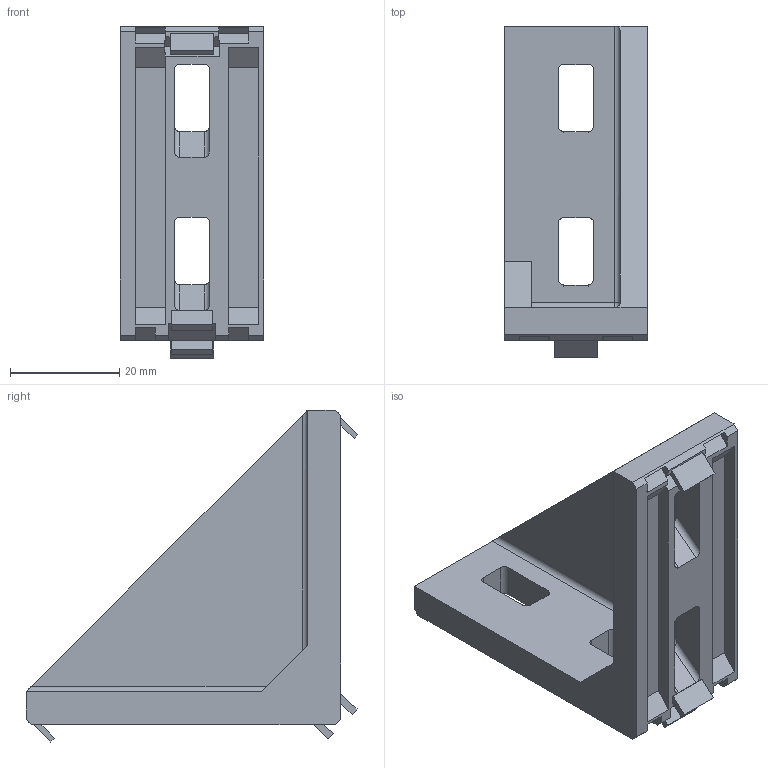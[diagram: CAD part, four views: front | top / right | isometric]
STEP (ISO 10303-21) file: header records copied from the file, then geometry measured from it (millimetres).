
FILE_DESCRIPTION (( 'STEP AP214' ), '1' );
FILE_NAME ('SNSS.30.70.06. Óãëîâîé àëþìèíèåâûé ñîåäèíèòåëü 30õ60, ïàç 8(X04).STEP', '2017-12-14T10:01:18', ( '' ), ( '' ), 'SwSTEP 2.0', 'SolidWorks 2017', '' );
FILE_SCHEMA (( 'AUTOMOTIVE_DESIGN' ));
Length unit declared in the file: millimetre
Products named in the file (1): SNSS.30.70.06. Óãëîâîé àëþìèíèåâûé ñîåäèíèòåëü 30õ60, ïàç 8(X04)
Bounding box: 26.2 x 60.68 x 60.68 mm (x, y, z)
Volume: 18703.3 mm3; surface area: 11487.3 mm2
Topology: 1 solids, 1 shells, 130 faces, 369 edges, 243 vertices
Faces by surface type: plane 110, cylinder 19, sphere 1
Entity records: 4186 total; most frequent: CARTESIAN_POINT 808, ORIENTED_EDGE 736, DIRECTION 628, EDGE_CURVE 368, VECTOR 326, LINE 326, VERTEX_POINT 243, AXIS2_PLACEMENT_3D 151
